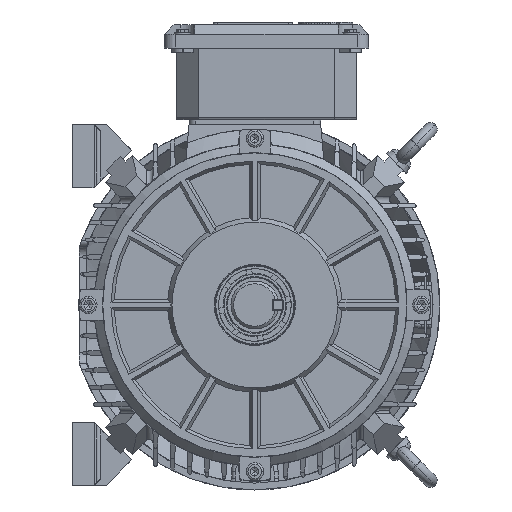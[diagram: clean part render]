
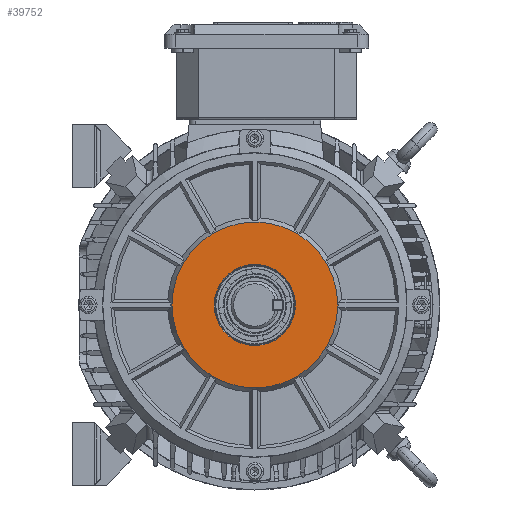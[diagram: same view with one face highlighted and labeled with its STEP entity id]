
A CAD part, left-side view. The second image highlights one B-rep face of the part: STEP entity #39752.
In plain terms, the highlighted face is planar.
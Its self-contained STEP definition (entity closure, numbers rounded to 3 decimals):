
#34647 = VERTEX_POINT ( 'NONE', #67082 ) ;
#38010 = EDGE_CURVE ( 'NONE', #38011, #38013, #82423, .T. ) ;
#38011 = VERTEX_POINT ( 'NONE', #82417 ) ;
#38013 = VERTEX_POINT ( 'NONE', #82404 ) ;
#38141 = VERTEX_POINT ( 'NONE', #81454 ) ;
#38144 = EDGE_CURVE ( 'NONE', #38141, #34647, #83143, .T. ) ;
#39751 = EDGE_CURVE ( 'NONE', #34647, #38141, #90483, .T. ) ;
#39752 = ADVANCED_FACE ( 'NONE', ( #90486, #90474 ), #90472, .F. ) ;
#39753 = EDGE_LOOP ( 'NONE', ( #39754, #39755 ) ) ;
#39754 = ORIENTED_EDGE ( 'NONE', *, *, #39751, .F. ) ;
#39755 = ORIENTED_EDGE ( 'NONE', *, *, #38144, .F. ) ;
#39756 = EDGE_LOOP ( 'NONE', ( #39757, #39759 ) ) ;
#39757 = ORIENTED_EDGE ( 'NONE', *, *, #39758, .T. ) ;
#39758 = EDGE_CURVE ( 'NONE', #38013, #38011, #90470, .T. ) ;
#39759 = ORIENTED_EDGE ( 'NONE', *, *, #38010, .T. ) ;
#67082 = CARTESIAN_POINT ( 'NONE',  ( 29.577, 0., 0. ) ) ;
#81454 = CARTESIAN_POINT ( 'NONE',  ( -29.577, 0., 0. ) ) ;
#82404 = CARTESIAN_POINT ( 'NONE',  ( -60.5, 0., 0. ) ) ;
#82417 = CARTESIAN_POINT ( 'NONE',  ( 60.5, 0., 0. ) ) ;
#82419 = DIRECTION ( 'NONE',  ( 1., 0., 0. ) ) ;
#82420 = DIRECTION ( 'NONE',  ( 0., 0., 1. ) ) ;
#82422 = AXIS2_PLACEMENT_3D ( 'NONE', #82434, #82420, #82419 ) ;
#82423 = CIRCLE ( 'NONE', #82422, 60.5 ) ;
#82434 = CARTESIAN_POINT ( 'NONE',  ( 0., 0., 0. ) ) ;
#83139 = DIRECTION ( 'NONE',  ( 1., 0., 0. ) ) ;
#83140 = DIRECTION ( 'NONE',  ( 0., 0., 1. ) ) ;
#83141 = CARTESIAN_POINT ( 'NONE',  ( 0., 0., 0. ) ) ;
#83142 = AXIS2_PLACEMENT_3D ( 'NONE', #83141, #83140, #83139 ) ;
#83143 = CIRCLE ( 'NONE', #83142, 29.577 ) ;
#90460 = DIRECTION ( 'NONE',  ( 1., 0., 0. ) ) ;
#90462 = DIRECTION ( 'NONE',  ( 0., 0., 1. ) ) ;
#90463 = CARTESIAN_POINT ( 'NONE',  ( 0., 0., 0. ) ) ;
#90465 = AXIS2_PLACEMENT_3D ( 'NONE', #90463, #90462, #90460 ) ;
#90466 = DIRECTION ( 'NONE',  ( -1., 0., 0. ) ) ;
#90467 = DIRECTION ( 'NONE',  ( 0., 0., -1. ) ) ;
#90468 = CARTESIAN_POINT ( 'NONE',  ( 0., 29.577, 0. ) ) ;
#90469 = AXIS2_PLACEMENT_3D ( 'NONE', #90468, #90467, #90466 ) ;
#90470 = CIRCLE ( 'NONE', #90465, 60.5 ) ;
#90472 = PLANE ( 'NONE',  #90469 ) ;
#90474 = FACE_OUTER_BOUND ( 'NONE', #39756, .T. ) ;
#90477 = DIRECTION ( 'NONE',  ( 1., 0., 0. ) ) ;
#90479 = DIRECTION ( 'NONE',  ( 0., 0., 1. ) ) ;
#90481 = AXIS2_PLACEMENT_3D ( 'NONE', #90493, #90479, #90477 ) ;
#90483 = CIRCLE ( 'NONE', #90481, 29.577 ) ;
#90486 = FACE_BOUND ( 'NONE', #39753, .T. ) ;
#90493 = CARTESIAN_POINT ( 'NONE',  ( 0., 0., 0. ) ) ;
